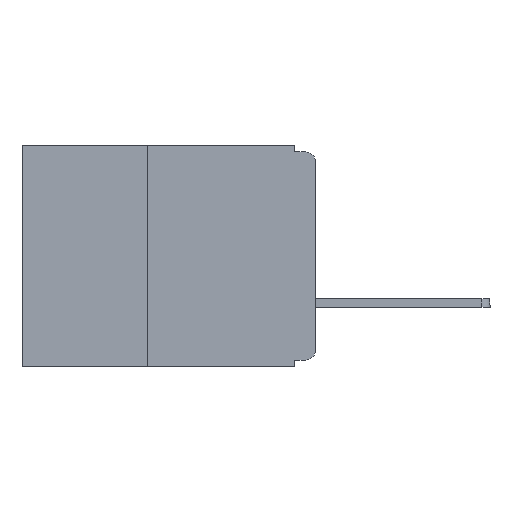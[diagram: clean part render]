
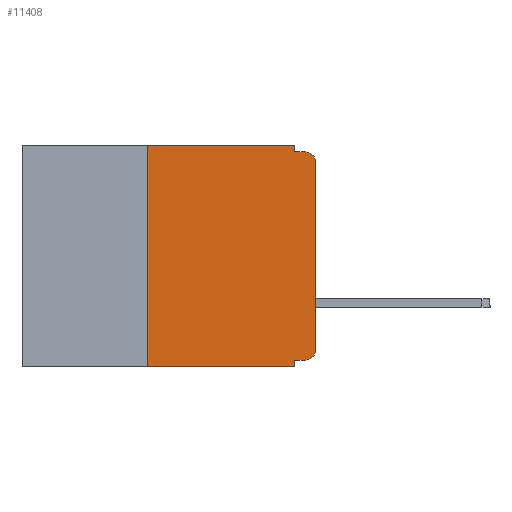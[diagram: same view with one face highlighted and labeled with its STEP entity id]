
A CAD part, left-side view. The second image highlights one B-rep face of the part: STEP entity #11408.
In plain terms, the highlighted planar face has unit normal (-1, 0, 0).
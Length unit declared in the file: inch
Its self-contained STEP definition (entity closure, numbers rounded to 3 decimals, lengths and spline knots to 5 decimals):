
#322 = VERTEX_POINT ( 'NONE', #18958 ) ;
#524 = DIRECTION ( 'NONE',  ( 0., 0., -1. ) ) ;
#1538 = AXIS2_PLACEMENT_3D ( 'NONE', #6771, #5305, #16945 ) ;
#1622 = VECTOR ( 'NONE', #4141, 39.37008 ) ;
#2003 = EDGE_CURVE ( 'NONE', #322, #17437, #19418, .T. ) ;
#2023 = LINE ( 'NONE', #3132, #19309 ) ;
#2165 = VERTEX_POINT ( 'NONE', #6832 ) ;
#2807 = EDGE_CURVE ( 'NONE', #2165, #20973, #2023, .T. ) ;
#2931 = CARTESIAN_POINT ( 'NONE',  ( 0., 0., 0. ) ) ;
#2977 = ORIENTED_EDGE ( 'NONE', *, *, #20725, .F. ) ;
#3065 = VERTEX_POINT ( 'NONE', #13985 ) ;
#3132 = CARTESIAN_POINT ( 'NONE',  ( 0., 0.437, 0. ) ) ;
#4141 = DIRECTION ( 'NONE',  ( 0., 0., -1. ) ) ;
#4617 = ORIENTED_EDGE ( 'NONE', *, *, #20361, .T. ) ;
#4736 = CARTESIAN_POINT ( 'NONE',  ( 0., 0.015, -0.32 ) ) ;
#4753 = AXIS2_PLACEMENT_3D ( 'NONE', #19182, #19737, #6190 ) ;
#5154 = ORIENTED_EDGE ( 'NONE', *, *, #2807, .F. ) ;
#5190 = CARTESIAN_POINT ( 'NONE',  ( 0., 0.031, 0. ) ) ;
#5305 = DIRECTION ( 'NONE',  ( 1., 0., 0. ) ) ;
#5368 = CARTESIAN_POINT ( 'NONE',  ( 0., 0.015, -0.305 ) ) ;
#5870 = FACE_OUTER_BOUND ( 'NONE', #12754, .T. ) ;
#6190 = DIRECTION ( 'NONE',  ( 0., 0., -1. ) ) ;
#6368 = EDGE_CURVE ( 'NONE', #3065, #13802, #11381, .T. ) ;
#6371 = DIRECTION ( 'NONE',  ( 0., 0., 1. ) ) ;
#6540 = EDGE_CURVE ( 'NONE', #19820, #17437, #8293, .T. ) ;
#6771 = CARTESIAN_POINT ( 'NONE',  ( 0., 0.437, 0. ) ) ;
#6832 = CARTESIAN_POINT ( 'NONE',  ( 0., 0.25, 0. ) ) ;
#6863 = CARTESIAN_POINT ( 'NONE',  ( 0., 0.031, -0.01 ) ) ;
#6906 = CARTESIAN_POINT ( 'NONE',  ( 0., 0., -0.01 ) ) ;
#6973 = CARTESIAN_POINT ( 'NONE',  ( 0., 0., -0.305 ) ) ;
#7054 = DIRECTION ( 'NONE',  ( 0., 0., -1. ) ) ;
#7164 = DIRECTION ( 'NONE',  ( 0., -1., 0. ) ) ;
#7340 = ORIENTED_EDGE ( 'NONE', *, *, #6540, .F. ) ;
#7355 = EDGE_CURVE ( 'NONE', #3065, #2165, #12941, .T. ) ;
#7676 = VECTOR ( 'NONE', #14685, 39.37008 ) ;
#7735 = CARTESIAN_POINT ( 'NONE',  ( 0., 0.031, -0.32 ) ) ;
#7752 = VECTOR ( 'NONE', #7164, 39.37008 ) ;
#7871 = CARTESIAN_POINT ( 'NONE',  ( 0., 0.031, -0.33 ) ) ;
#8293 = LINE ( 'NONE', #6906, #7752 ) ;
#8607 = VERTEX_POINT ( 'NONE', #6973 ) ;
#9632 = DIRECTION ( 'NONE',  ( 0., -1., 0. ) ) ;
#9889 = EDGE_CURVE ( 'NONE', #15515, #13802, #14525, .T. ) ;
#10726 = CARTESIAN_POINT ( 'NONE',  ( 0., 0.437, -0.33 ) ) ;
#11159 = ORIENTED_EDGE ( 'NONE', *, *, #7355, .F. ) ;
#11381 = LINE ( 'NONE', #10726, #20156 ) ;
#11408 = ADVANCED_FACE ( 'NONE', ( #5870 ), #13600, .F. ) ;
#11736 = VECTOR ( 'NONE', #524, 39.37008 ) ;
#12754 = EDGE_LOOP ( 'NONE', ( #21264, #13562, #7340, #16675, #5154, #11159, #17672, #14290, #2977, #4617 ) ) ;
#12941 = LINE ( 'NONE', #13227, #17346 ) ;
#13023 = EDGE_CURVE ( 'NONE', #8607, #322, #20337, .T. ) ;
#13197 = CIRCLE ( 'NONE', #17386, 0.015 ) ;
#13227 = CARTESIAN_POINT ( 'NONE',  ( 0., 0.25, -0.33 ) ) ;
#13562 = ORIENTED_EDGE ( 'NONE', *, *, #2003, .T. ) ;
#13600 = PLANE ( 'NONE',  #1538 ) ;
#13802 = VERTEX_POINT ( 'NONE', #7871 ) ;
#13985 = CARTESIAN_POINT ( 'NONE',  ( 0., 0.25, -0.33 ) ) ;
#14171 = CARTESIAN_POINT ( 'NONE',  ( 0., 0.031, -0.33 ) ) ;
#14290 = ORIENTED_EDGE ( 'NONE', *, *, #9889, .F. ) ;
#14518 = CARTESIAN_POINT ( 'NONE',  ( 0., 0., -0.32 ) ) ;
#14525 = LINE ( 'NONE', #14171, #1622 ) ;
#14685 = DIRECTION ( 'NONE',  ( 0., 0., 1. ) ) ;
#14721 = VECTOR ( 'NONE', #19497, 39.37008 ) ;
#15515 = VERTEX_POINT ( 'NONE', #7735 ) ;
#16660 = LINE ( 'NONE', #20580, #11736 ) ;
#16675 = ORIENTED_EDGE ( 'NONE', *, *, #18738, .F. ) ;
#16945 = DIRECTION ( 'NONE',  ( 0., 0., -1. ) ) ;
#17010 = DIRECTION ( 'NONE',  ( -1., 0., 0. ) ) ;
#17346 = VECTOR ( 'NONE', #6371, 39.37008 ) ;
#17386 = AXIS2_PLACEMENT_3D ( 'NONE', #5368, #17010, #7054 ) ;
#17437 = VERTEX_POINT ( 'NONE', #18440 ) ;
#17672 = ORIENTED_EDGE ( 'NONE', *, *, #6368, .T. ) ;
#18424 = DIRECTION ( 'NONE',  ( 0., -1., 0. ) ) ;
#18440 = CARTESIAN_POINT ( 'NONE',  ( 0., 0.015, -0.01 ) ) ;
#18738 = EDGE_CURVE ( 'NONE', #20973, #19820, #16660, .T. ) ;
#18958 = CARTESIAN_POINT ( 'NONE',  ( 0., 0., -0.025 ) ) ;
#19182 = CARTESIAN_POINT ( 'NONE',  ( 0., 0.015, -0.025 ) ) ;
#19309 = VECTOR ( 'NONE', #18424, 39.37008 ) ;
#19418 = CIRCLE ( 'NONE', #4753, 0.015 ) ;
#19497 = DIRECTION ( 'NONE',  ( 0., 1., 0. ) ) ;
#19631 = LINE ( 'NONE', #14518, #14721 ) ;
#19737 = DIRECTION ( 'NONE',  ( -1., 0., 0. ) ) ;
#19820 = VERTEX_POINT ( 'NONE', #6863 ) ;
#20156 = VECTOR ( 'NONE', #9632, 39.37008 ) ;
#20337 = LINE ( 'NONE', #2931, #7676 ) ;
#20361 = EDGE_CURVE ( 'NONE', #20791, #8607, #13197, .T. ) ;
#20580 = CARTESIAN_POINT ( 'NONE',  ( 0., 0.031, 0. ) ) ;
#20725 = EDGE_CURVE ( 'NONE', #20791, #15515, #19631, .T. ) ;
#20791 = VERTEX_POINT ( 'NONE', #4736 ) ;
#20973 = VERTEX_POINT ( 'NONE', #5190 ) ;
#21264 = ORIENTED_EDGE ( 'NONE', *, *, #13023, .T. ) ;
